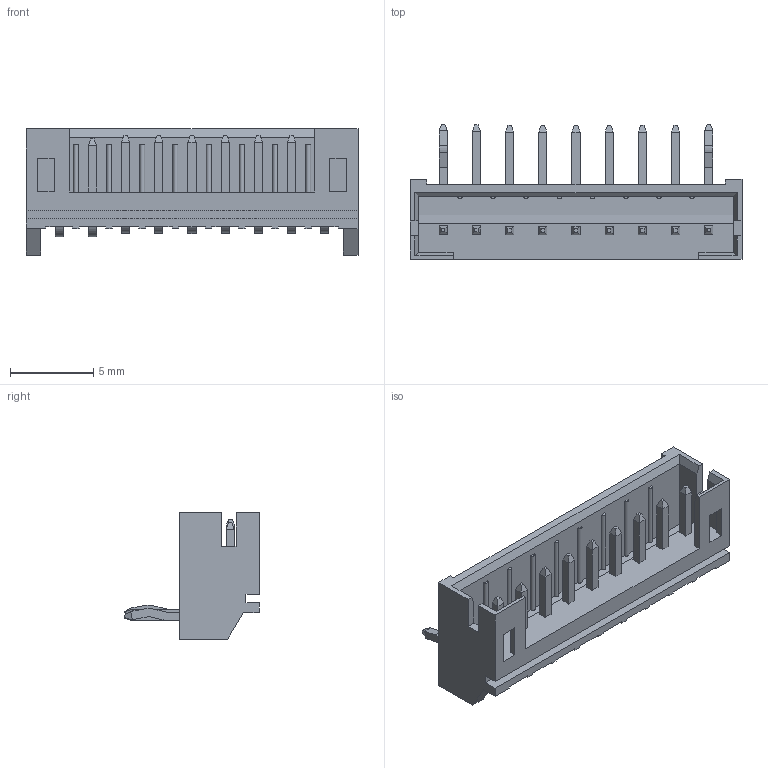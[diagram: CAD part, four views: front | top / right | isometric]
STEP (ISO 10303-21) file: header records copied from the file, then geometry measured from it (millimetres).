
FILE_DESCRIPTION(/* description */ ('Unknown'),/* implementation_level */ '2;1');
FILE_NAME(/* name */ '62000911722',/* time_stamp */ '2018-06-06T14:16:11+02:00',/* author */ ('Unknown'),/* organization */ ('Unknown'),/* preprocessor_version */ 'ST-DEVELOPER v16.7',/* originating_system */ 'DEX',/* authorisation */ $);
FILE_SCHEMA (('AUTOMOTIVE_DESIGN {1 0 10303 214 3 1 1}'));
Length unit declared in the file: millimetre
Products named in the file (4): 6200xx11722; 62000911722; 6200xx11722_PIN1; 6200xx11722_PIN2
Assembly tree (10 placements, depth 2):
  6200xx11722
    62000911722
    6200xx11722_PIN1  x2
    6200xx11722_PIN2  x7
Bounding box: 20 x 8.1 x 7.6 mm (x, y, z)
Volume: 254.2 mm3; surface area: 891.5 mm2
Topology: 10 solids, 10 shells, 352 faces, 926 edges, 592 vertices
Faces by surface type: plane 311, cylinder 41
Entity records: 7209 total; most frequent: CARTESIAN_POINT 1265, ORIENTED_EDGE 1250, DIRECTION 1133, EDGE_CURVE 625, LINE 577, VECTOR 577, VERTEX_POINT 410, AXIS2_PLACEMENT_3D 278
